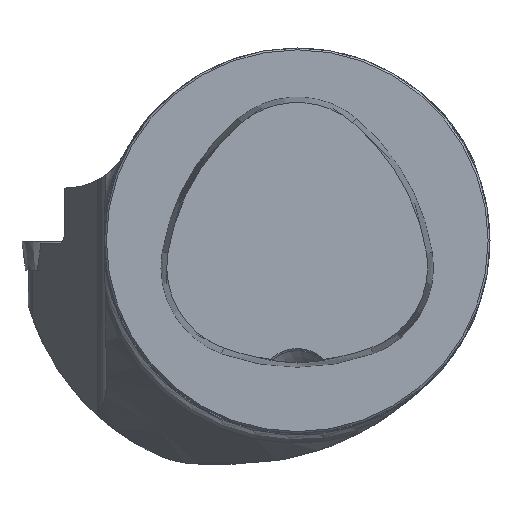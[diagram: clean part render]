
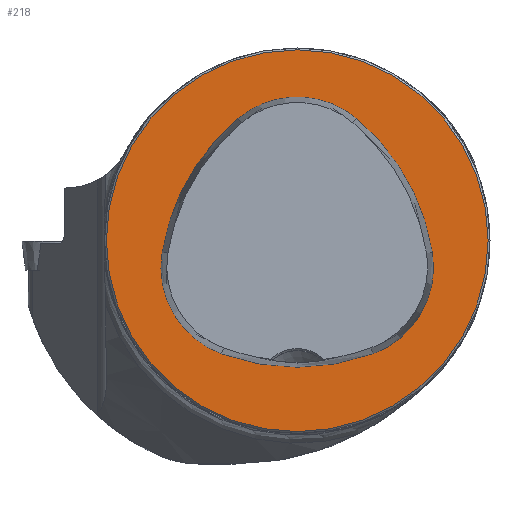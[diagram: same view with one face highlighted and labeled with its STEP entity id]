
A CAD part, top view. The second image highlights one B-rep face of the part: STEP entity #218.
In plain terms, the highlighted planar face has unit normal (0, 0, 1).
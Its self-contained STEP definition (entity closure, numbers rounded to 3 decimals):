
#102=FACE_BOUND('',#384,.T.);
#103=FACE_BOUND('',#385,.T.);
#147=PLANE('',#1447);
#218=ADVANCED_FACE('CU_FL_N1_SU_1',(#102,#103),#147,.T.);
#384=EDGE_LOOP('',(#775,#776,#777,#778,#779,#780));
#385=EDGE_LOOP('',(#781));
#775=ORIENTED_EDGE('',*,*,#1222,.F.);
#776=ORIENTED_EDGE('',*,*,#1223,.F.);
#777=ORIENTED_EDGE('',*,*,#1224,.F.);
#778=ORIENTED_EDGE('',*,*,#1225,.F.);
#779=ORIENTED_EDGE('',*,*,#1219,.F.);
#780=ORIENTED_EDGE('',*,*,#1226,.F.);
#781=ORIENTED_EDGE('',*,*,#1227,.T.);
#1074=VERTEX_POINT('',#2551);
#1075=VERTEX_POINT('',#2553);
#1077=VERTEX_POINT('',#2559);
#1078=VERTEX_POINT('',#2560);
#1079=VERTEX_POINT('',#2562);
#1080=VERTEX_POINT('',#2564);
#1081=VERTEX_POINT('',#2568);
#1219=EDGE_CURVE('',#1074,#1075,#1293,.T.);
#1222=EDGE_CURVE('',#1077,#1078,#1295,.T.);
#1223=EDGE_CURVE('',#1079,#1077,#1296,.T.);
#1224=EDGE_CURVE('',#1080,#1079,#1297,.T.);
#1225=EDGE_CURVE('',#1075,#1080,#1298,.T.);
#1226=EDGE_CURVE('',#1078,#1074,#1299,.T.);
#1227=EDGE_CURVE('',#1081,#1081,#1300,.T.);
#1293=CIRCLE('',#1438,36.075);
#1295=CIRCLE('',#1441,36.075);
#1296=CIRCLE('',#1442,15.075);
#1297=CIRCLE('',#1443,36.075);
#1298=CIRCLE('',#1444,15.075);
#1299=CIRCLE('',#1445,15.075);
#1300=CIRCLE('',#1446,31.2);
#1438=AXIS2_PLACEMENT_3D('',#2552,#1680,#1681);
#1441=AXIS2_PLACEMENT_3D('',#2558,#1687,#1688);
#1442=AXIS2_PLACEMENT_3D('',#2561,#1689,#1690);
#1443=AXIS2_PLACEMENT_3D('',#2563,#1691,#1692);
#1444=AXIS2_PLACEMENT_3D('',#2565,#1693,#1694);
#1445=AXIS2_PLACEMENT_3D('',#2566,#1695,#1696);
#1446=AXIS2_PLACEMENT_3D('',#2567,#1697,#1698);
#1447=AXIS2_PLACEMENT_3D('',#2569,#1699,#1700);
#1680=DIRECTION('',(0.,0.,1.));
#1681=DIRECTION('',(1.,0.,0.));
#1687=DIRECTION('',(0.,0.,1.));
#1688=DIRECTION('',(1.,0.,0.));
#1689=DIRECTION('',(0.,0.,1.));
#1690=DIRECTION('',(1.,0.,0.));
#1691=DIRECTION('',(0.,0.,1.));
#1692=DIRECTION('',(1.,0.,0.));
#1693=DIRECTION('',(0.,0.,1.));
#1694=DIRECTION('',(1.,0.,0.));
#1695=DIRECTION('',(0.,0.,1.));
#1696=DIRECTION('',(1.,0.,0.));
#1697=DIRECTION('',(0.,0.,1.));
#1698=DIRECTION('',(1.,0.,0.));
#1699=DIRECTION('',(0.,0.,1.));
#1700=DIRECTION('',(1.,0.,0.));
#2551=CARTESIAN_POINT('',(-12.368,-18.489,0.));
#2552=CARTESIAN_POINT('',(0.,15.4,0.));
#2553=CARTESIAN_POINT('',(12.368,-18.489,0.));
#2558=CARTESIAN_POINT('',(13.535,-7.656,0.));
#2559=CARTESIAN_POINT('',(-9.716,19.927,0.));
#2560=CARTESIAN_POINT('',(-22.084,-1.937,0.));
#2561=CARTESIAN_POINT('',(0.,8.4,0.));
#2562=CARTESIAN_POINT('',(9.716,19.927,0.));
#2563=CARTESIAN_POINT('',(-13.535,-7.656,0.));
#2564=CARTESIAN_POINT('',(22.084,-1.937,0.));
#2565=CARTESIAN_POINT('',(7.2,-4.327,0.));
#2566=CARTESIAN_POINT('',(-7.2,-4.327,0.));
#2567=CARTESIAN_POINT('',(0.,0.,0.));
#2568=CARTESIAN_POINT('',(31.2,0.,0.));
#2569=CARTESIAN_POINT('',(0.,0.,0.));
